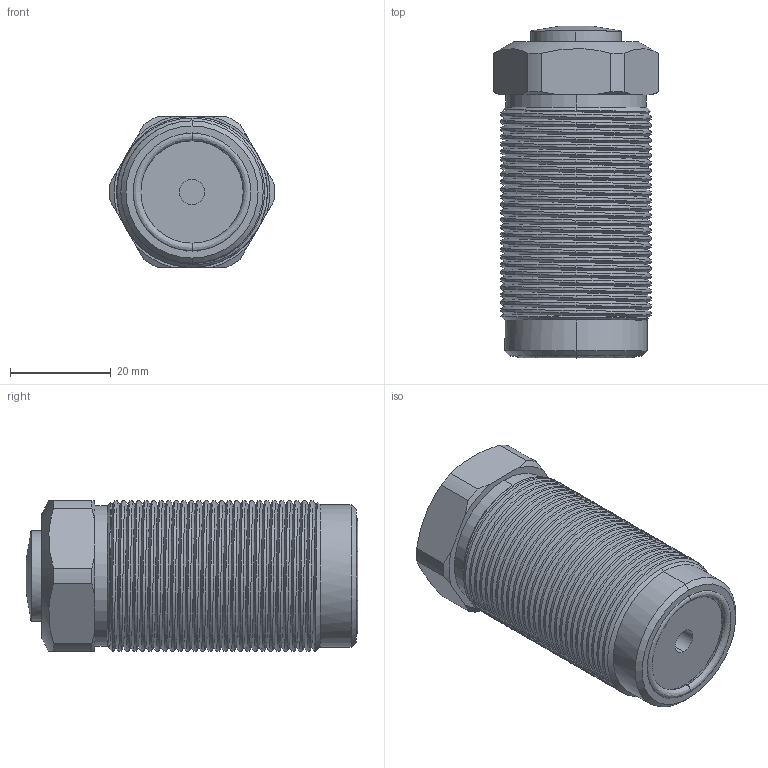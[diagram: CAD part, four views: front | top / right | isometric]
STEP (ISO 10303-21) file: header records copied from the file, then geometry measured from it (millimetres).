
FILE_DESCRIPTION (( 'STEP AP214' ), '1' );
FILE_NAME ('CTC-P030R-20.STEP', '2020-10-25T02:11:56', ( 'PC' ), ( '' ), 'SwSTEP 2.0', 'SolidWorks 2016', '' );
FILE_SCHEMA (( 'AUTOMOTIVE_DESIGN' ));
Length unit declared in the file: millimetre
Products named in the file (3): CTC-P030R-20BT; AS568-019_2; CTC-P030R-20
Assembly tree (2 placements, depth 2):
  CTC-P030R-20
    AS568-019_2
    CTC-P030R-20BT
Bounding box: 32.98 x 66.05 x 30 mm (x, y, z)
Volume: 173 mm3; surface area: 10738.1 mm2
Topology: 1 solids, 3 shells, 107 faces, 287 edges, 188 vertices
Faces by surface type: cylinder 72, cone 15, plane 11, bspline 9
Entity records: 6858 total; most frequent: CARTESIAN_POINT 4450, ORIENTED_EDGE 572, DIRECTION 405, EDGE_CURVE 287, VERTEX_POINT 188, AXIS2_PLACEMENT_3D 157, EDGE_LOOP 112, FACE_OUTER_BOUND 107
